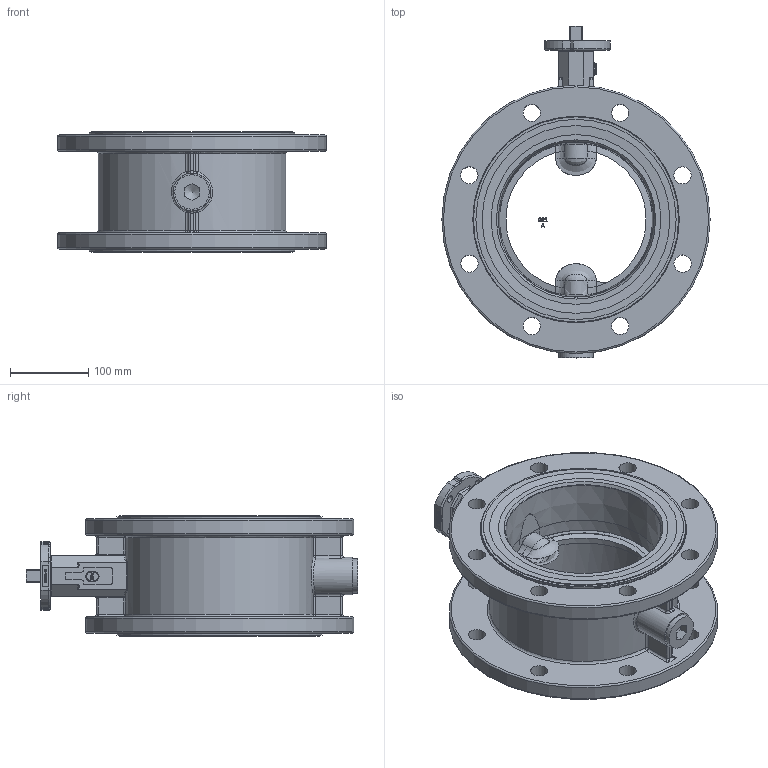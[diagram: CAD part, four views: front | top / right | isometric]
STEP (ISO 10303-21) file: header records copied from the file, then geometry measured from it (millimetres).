
FILE_DESCRIPTION((''),'2;1');
FILE_NAME('F012-A-DN200.stp','2007-09-27T09:14:07',('hellwig'),(''),'Autodesk Inventor 11','Autodesk Inventor 11','');
FILE_SCHEMA(('AUTOMOTIVE_DESIGN { 1 0 10303 214 1 1 1 1 }'));
Length unit declared in the file: millimetre
Products named in the file (1): Bauteil1
Bounding box: 343 x 424.5 x 154 mm (x, y, z)
Volume: 4728286.8 mm3; surface area: 551970.2 mm2
Topology: 8 solids, 10 shells, 751 faces, 1873 edges, 1180 vertices
Faces by surface type: bspline 266, plane 239, cylinder 145, cone 56, torus 43, sphere 2
Full cylindrical faces by diameter (mm): 4 x1, 6 x1, 9 x4, 19 x1, 20.7 x3, 22 x24, 22.18 x3, 22.2 x1, 29.95 x3, 38 x1, 44 x1, 48 x1, 256 x1, 262.9 x1, 343 x2
Entity records: 32787 total; most frequent: CARTESIAN_POINT 17150, ORIENTED_EDGE 3388, DIRECTION 2675, EDGE_CURVE 1694, VERTEX_POINT 1140, AXIS2_PLACEMENT_3D 1000, EDGE_LOOP 985, FACE_OUTER_BOUND 747
